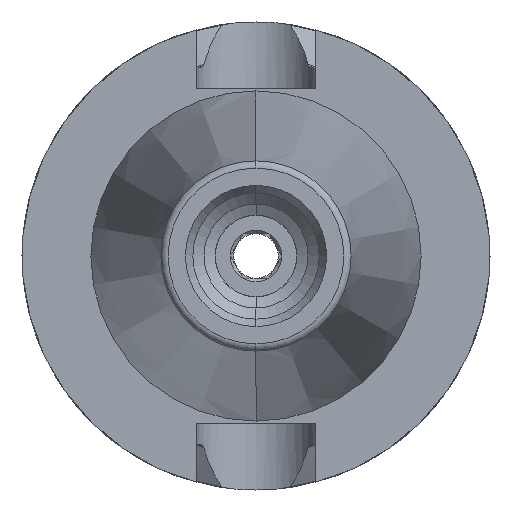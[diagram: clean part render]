
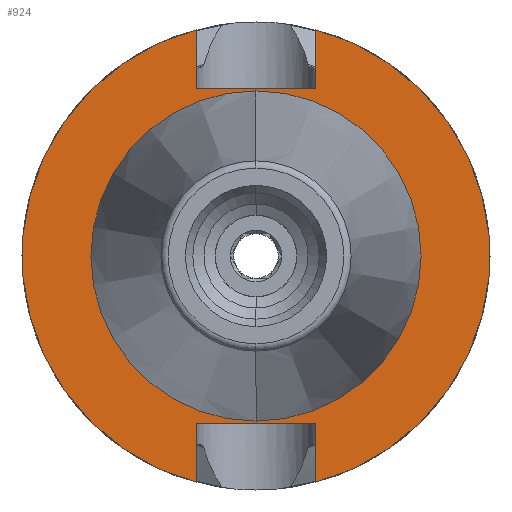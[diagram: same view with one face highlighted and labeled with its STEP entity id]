
A CAD part, left-side view. The second image highlights one B-rep face of the part: STEP entity #924.
In plain terms, the highlighted planar face has unit normal (-1, 0, 0).
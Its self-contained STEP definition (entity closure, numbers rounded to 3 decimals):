
#40 = ORIENTED_EDGE ( 'NONE', *, *, #3400, .T. ) ;
#54 = CARTESIAN_POINT ( 'NONE',  ( 2., 8.05, -22.6 ) ) ;
#65 = AXIS2_PLACEMENT_3D ( 'NONE', #4475, #189, #8627 ) ;
#189 = DIRECTION ( 'NONE',  ( 1., 0., 0. ) ) ;
#249 = EDGE_LOOP ( 'NONE', ( #366, #866 ) ) ;
#286 = ORIENTED_EDGE ( 'NONE', *, *, #2087, .F. ) ;
#333 = DIRECTION ( 'NONE',  ( 0., 0., -1. ) ) ;
#344 = LINE ( 'NONE', #3874, #4430 ) ;
#352 = DIRECTION ( 'NONE',  ( 0., 0., -1. ) ) ;
#366 = ORIENTED_EDGE ( 'NONE', *, *, #1905, .T. ) ;
#468 = EDGE_CURVE ( 'NONE', #7943, #4102, #4136, .T. ) ;
#509 = VECTOR ( 'NONE', #1448, 1000. ) ;
#654 = CARTESIAN_POINT ( 'NONE',  ( 2., -8.05, -30.454 ) ) ;
#866 = ORIENTED_EDGE ( 'NONE', *, *, #3336, .T. ) ;
#924 = ADVANCED_FACE ( 'NONE', ( #4715, #8803 ), #6506, .F. ) ;
#1002 = CARTESIAN_POINT ( 'NONE',  ( 2., 0., 21.725 ) ) ;
#1103 = CARTESIAN_POINT ( 'NONE',  ( 2., 0., 0. ) ) ;
#1128 = CARTESIAN_POINT ( 'NONE',  ( 2., 0., 0. ) ) ;
#1344 = VERTEX_POINT ( 'NONE', #8856 ) ;
#1448 = DIRECTION ( 'NONE',  ( 0., 0., 1. ) ) ;
#1520 = CARTESIAN_POINT ( 'NONE',  ( 2., 8.05, -30.454 ) ) ;
#1905 = EDGE_CURVE ( 'NONE', #4592, #8195, #5024, .T. ) ;
#2006 = AXIS2_PLACEMENT_3D ( 'NONE', #1103, #6448, #333 ) ;
#2087 = EDGE_CURVE ( 'NONE', #7943, #2224, #344, .T. ) ;
#2224 = VERTEX_POINT ( 'NONE', #8539 ) ;
#2470 = VECTOR ( 'NONE', #2780, 1000. ) ;
#2638 = ORIENTED_EDGE ( 'NONE', *, *, #3672, .F. ) ;
#2697 = CARTESIAN_POINT ( 'NONE',  ( 2., -8.05, 30.454 ) ) ;
#2780 = DIRECTION ( 'NONE',  ( 0., 0., -1. ) ) ;
#2870 = VERTEX_POINT ( 'NONE', #3987 ) ;
#2976 = CARTESIAN_POINT ( 'NONE',  ( 2., 0., 0. ) ) ;
#3270 = VECTOR ( 'NONE', #5288, 1000. ) ;
#3336 = EDGE_CURVE ( 'NONE', #8195, #4592, #3746, .T. ) ;
#3400 = EDGE_CURVE ( 'NONE', #5476, #2870, #5163, .T. ) ;
#3668 = ORIENTED_EDGE ( 'NONE', *, *, #468, .T. ) ;
#3672 = EDGE_CURVE ( 'NONE', #1344, #9465, #5798, .T. ) ;
#3746 = CIRCLE ( 'NONE', #65, 21.725 ) ;
#3874 = CARTESIAN_POINT ( 'NONE',  ( 2., 8.05, 30.454 ) ) ;
#3987 = CARTESIAN_POINT ( 'NONE',  ( 2., -8.05, 30.454 ) ) ;
#4102 = VERTEX_POINT ( 'NONE', #1520 ) ;
#4136 = CIRCLE ( 'NONE', #6148, 31.5 ) ;
#4430 = VECTOR ( 'NONE', #6047, 1000. ) ;
#4475 = CARTESIAN_POINT ( 'NONE',  ( 2., 0., 0. ) ) ;
#4520 = ORIENTED_EDGE ( 'NONE', *, *, #8797, .F. ) ;
#4592 = VERTEX_POINT ( 'NONE', #1002 ) ;
#4593 = LINE ( 'NONE', #654, #509 ) ;
#4627 = DIRECTION ( 'NONE',  ( -1., 0., 0. ) ) ;
#4715 = FACE_OUTER_BOUND ( 'NONE', #8832, .T. ) ;
#4792 = DIRECTION ( 'NONE',  ( 0., -1., 0. ) ) ;
#5024 = CIRCLE ( 'NONE', #2006, 21.725 ) ;
#5163 = CIRCLE ( 'NONE', #6723, 31.5 ) ;
#5238 = DIRECTION ( 'NONE',  ( 0., 0., 1. ) ) ;
#5288 = DIRECTION ( 'NONE',  ( 0., 1., 0. ) ) ;
#5476 = VERTEX_POINT ( 'NONE', #8369 ) ;
#5555 = VECTOR ( 'NONE', #4792, 1000. ) ;
#5604 = CARTESIAN_POINT ( 'NONE',  ( 2., 0., -21.725 ) ) ;
#5668 = ORIENTED_EDGE ( 'NONE', *, *, #6070, .F. ) ;
#5708 = DIRECTION ( 'NONE',  ( 1., 0., 0. ) ) ;
#5798 = LINE ( 'NONE', #9458, #3270 ) ;
#6047 = DIRECTION ( 'NONE',  ( 0., 0., -1. ) ) ;
#6070 = EDGE_CURVE ( 'NONE', #7890, #2870, #7392, .T. ) ;
#6148 = AXIS2_PLACEMENT_3D ( 'NONE', #8443, #4627, #7078 ) ;
#6448 = DIRECTION ( 'NONE',  ( 1., 0., 0. ) ) ;
#6465 = DIRECTION ( 'NONE',  ( 0., 0., 1. ) ) ;
#6506 = PLANE ( 'NONE',  #9041 ) ;
#6545 = LINE ( 'NONE', #7338, #2470 ) ;
#6723 = AXIS2_PLACEMENT_3D ( 'NONE', #2976, #7037, #5238 ) ;
#6854 = ORIENTED_EDGE ( 'NONE', *, *, #7668, .F. ) ;
#7037 = DIRECTION ( 'NONE',  ( -1., 0., 0. ) ) ;
#7078 = DIRECTION ( 'NONE',  ( 0., 0., 1. ) ) ;
#7338 = CARTESIAN_POINT ( 'NONE',  ( 2., 8.05, -30.454 ) ) ;
#7392 = LINE ( 'NONE', #2697, #9460 ) ;
#7668 = EDGE_CURVE ( 'NONE', #2224, #7890, #7838, .T. ) ;
#7766 = CARTESIAN_POINT ( 'NONE',  ( 2., -8.05, 22.6 ) ) ;
#7838 = LINE ( 'NONE', #7766, #5555 ) ;
#7890 = VERTEX_POINT ( 'NONE', #9789 ) ;
#7943 = VERTEX_POINT ( 'NONE', #8340 ) ;
#8195 = VERTEX_POINT ( 'NONE', #5604 ) ;
#8340 = CARTESIAN_POINT ( 'NONE',  ( 2., 8.05, 30.454 ) ) ;
#8369 = CARTESIAN_POINT ( 'NONE',  ( 2., -8.05, -30.454 ) ) ;
#8443 = CARTESIAN_POINT ( 'NONE',  ( 2., 0., 0. ) ) ;
#8539 = CARTESIAN_POINT ( 'NONE',  ( 2., 8.05, 22.6 ) ) ;
#8627 = DIRECTION ( 'NONE',  ( 0., 0., -1. ) ) ;
#8797 = EDGE_CURVE ( 'NONE', #9465, #4102, #6545, .T. ) ;
#8803 = FACE_BOUND ( 'NONE', #249, .T. ) ;
#8832 = EDGE_LOOP ( 'NONE', ( #3668, #4520, #2638, #9909, #40, #5668, #6854, #286 ) ) ;
#8856 = CARTESIAN_POINT ( 'NONE',  ( 2., -8.05, -22.6 ) ) ;
#9041 = AXIS2_PLACEMENT_3D ( 'NONE', #1128, #5708, #352 ) ;
#9196 = EDGE_CURVE ( 'NONE', #5476, #1344, #4593, .T. ) ;
#9458 = CARTESIAN_POINT ( 'NONE',  ( 2., -8.05, -22.6 ) ) ;
#9460 = VECTOR ( 'NONE', #6465, 1000. ) ;
#9465 = VERTEX_POINT ( 'NONE', #54 ) ;
#9789 = CARTESIAN_POINT ( 'NONE',  ( 2., -8.05, 22.6 ) ) ;
#9909 = ORIENTED_EDGE ( 'NONE', *, *, #9196, .F. ) ;
